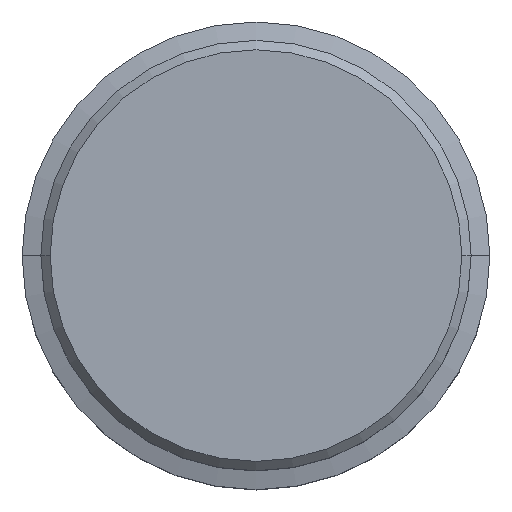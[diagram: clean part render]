
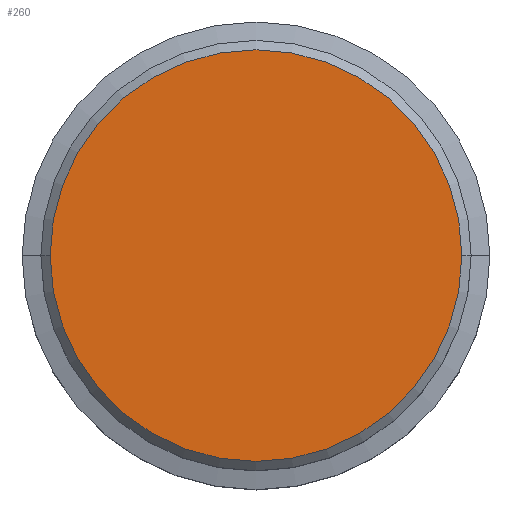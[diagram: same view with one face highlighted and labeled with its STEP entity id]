
A CAD part, top view. The second image highlights one B-rep face of the part: STEP entity #260.
In plain terms, the highlighted planar face has unit normal (0, 0, 1).
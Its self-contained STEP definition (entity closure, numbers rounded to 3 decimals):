
#138=VERTEX_POINT('',#316);
#142=EDGE_CURVE('',#138,#262,#320,.T.);
#200=EDGE_CURVE('',#262,#138,#386,.T.);
#260=ADVANCED_FACE('',(#454),#455,.T.);
#262=VERTEX_POINT('',#457);
#316=CARTESIAN_POINT('',(22.,0.,32.0));
#320=CIRCLE('',#519,22.);
#386=CIRCLE('',#601,22.);
#454=FACE_OUTER_BOUND('',#683,.T.);
#455=PLANE('',#684);
#457=CARTESIAN_POINT('',(-22.,0.,32.0));
#519=AXIS2_PLACEMENT_3D('',#731,#732,#733);
#601=AXIS2_PLACEMENT_3D('',#817,#818,#819);
#683=EDGE_LOOP('',(#911,#912));
#684=AXIS2_PLACEMENT_3D('',#913,#914,#915);
#731=CARTESIAN_POINT('',(0.,0.,32.0));
#732=DIRECTION('',(0.0,0.0,1.0));
#733=DIRECTION('',(-1.0,0.,0.0));
#817=CARTESIAN_POINT('',(0.,0.,32.0));
#818=DIRECTION('',(0.0,0.0,1.0));
#819=DIRECTION('',(-1.0,0.,0.0));
#911=ORIENTED_EDGE('',*,*,#200,.T.);
#912=ORIENTED_EDGE('',*,*,#142,.T.);
#913=CARTESIAN_POINT('',(-11.,0.,32.0));
#914=DIRECTION('',(0.0,0.0,1.0));
#915=DIRECTION('',(-1.0,0.,0.0));
